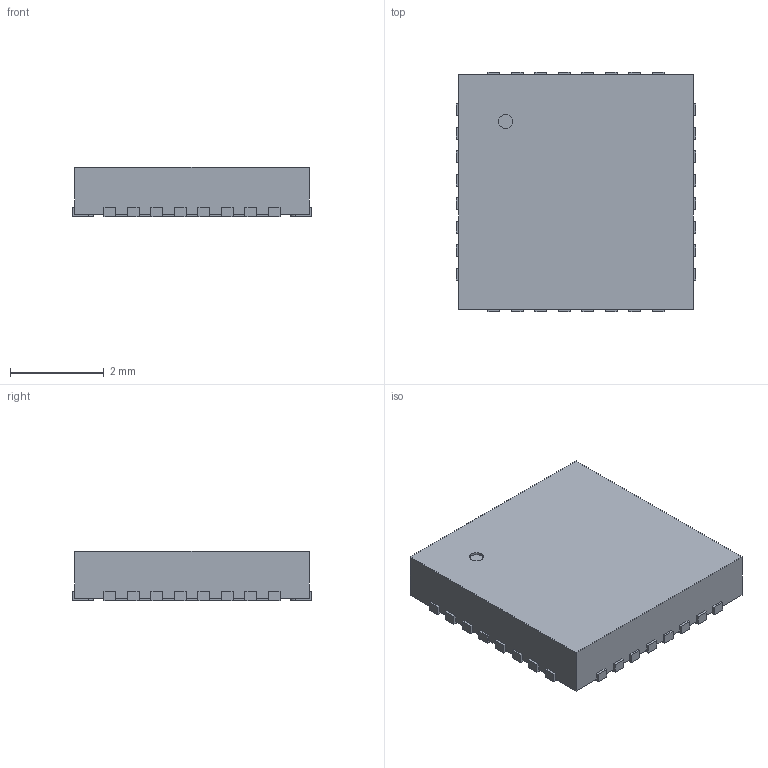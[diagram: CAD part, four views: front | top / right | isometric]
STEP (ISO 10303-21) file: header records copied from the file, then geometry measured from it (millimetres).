
FILE_DESCRIPTION(('FreeCAD Model'),'2;1');
FILE_NAME('QFN_32_1EP_5x5mm_P0_5mm_EP3_1x3_1mm.step','2018-10-12T16:36:29',('kicad StepUp'),('ksu MCAD'), 'Open CASCADE STEP processor 6.9','FreeCAD','Unknown');
FILE_SCHEMA(('AUTOMOTIVE_DESIGN { 1 0 10303 214 1 1 1 1 }'));
Length unit declared in the file: millimetre
Products named in the file (1): QFN_32_1EP_5x5mm_P0_5mm_EP3_1x3_1mm
Bounding box: 5.1 x 5.1 x 1.05 mm (x, y, z)
Volume: 25.9 mm3; surface area: 74.1 mm2
Topology: 1 solids, 1 shells, 273 faces, 807 edges, 538 vertices
Faces by surface type: plane 204, cylinder 69
Full cylindrical faces by diameter (mm): 0.3 x1
Entity records: 10984 total; most frequent: CARTESIAN_POINT 1619, ORIENTED_EDGE 1614, DIRECTION 1493, EDGE_CURVE 807, LINE 669, VECTOR 669, VERTEX_POINT 538, AXIS2_PLACEMENT_3D 412
